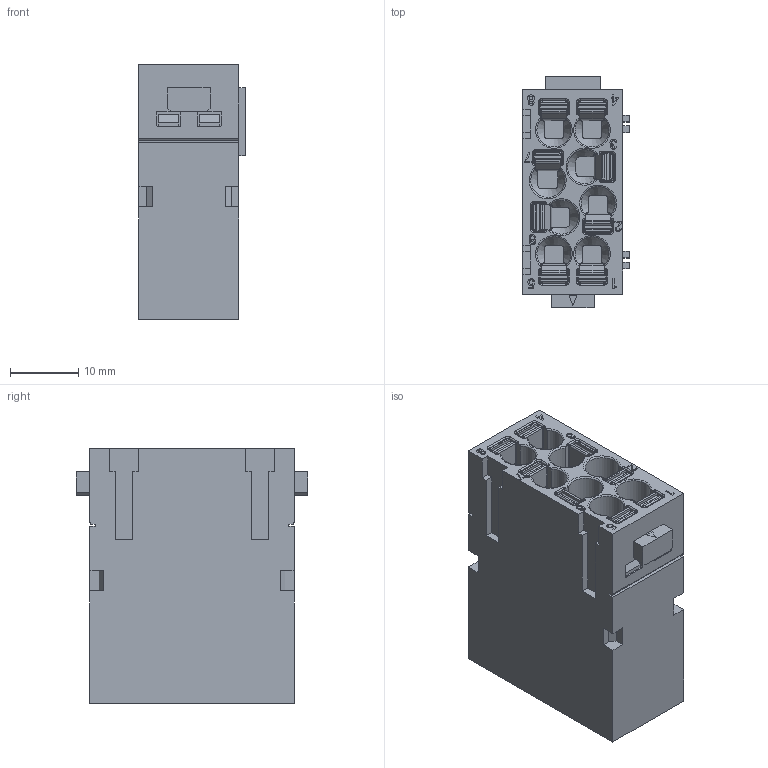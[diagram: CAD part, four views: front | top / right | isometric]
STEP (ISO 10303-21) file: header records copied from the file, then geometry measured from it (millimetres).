
FILE_DESCRIPTION(('Creo Elements/Direct Modeling STEP Export'),'2;1');
FILE_NAME('0ln7uvk5h3leuas1216','2022-02-07T10:59:50',(''),(''),'Creo Elements/Direct Modeling STEP processor for AP214 (Solid Model)','Creo Elements/Direct Modeling 20.1B 02-Apr-2019 (C) Parametric Technology GmbH','');
FILE_SCHEMA(('AUTOMOTIVE_DESIGN { 1 0 10303 214 1 1 1 1 }'));
Length unit declared in the file: millimetre
Products named in the file (2): CX_08_CYM
Assembly tree (1 placements, depth 2):
  CX_08_CYM
    CX_08_CYM
Bounding box: 15.6 x 34 x 37.4 mm (x, y, z)
Volume: 11587.4 mm3; surface area: 8606.9 mm2
Topology: 1 solids, 1 shells, 1222 faces, 3657 edges, 2461 vertices
Faces by surface type: plane 800, cylinder 298, torus 84, sphere 32, cone 8
Entity records: 51870 total; most frequent: CARTESIAN_POINT 8858, ORIENTED_EDGE 7250, DIRECTION 6549, EDGE_CURVE 3625, VECTOR 2717, LINE 2717, VERTEX_POINT 2461, AXIS2_PLACEMENT_3D 1916
